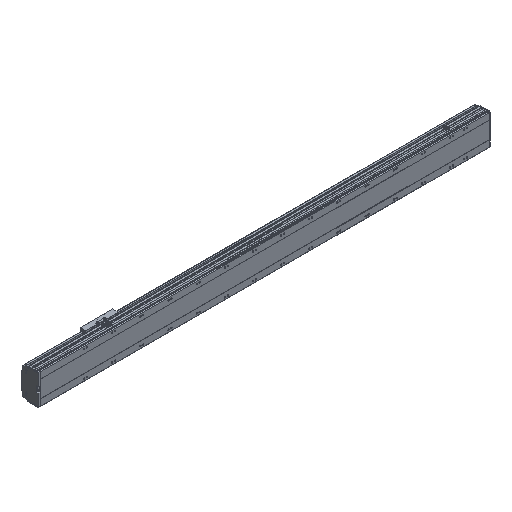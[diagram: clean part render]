
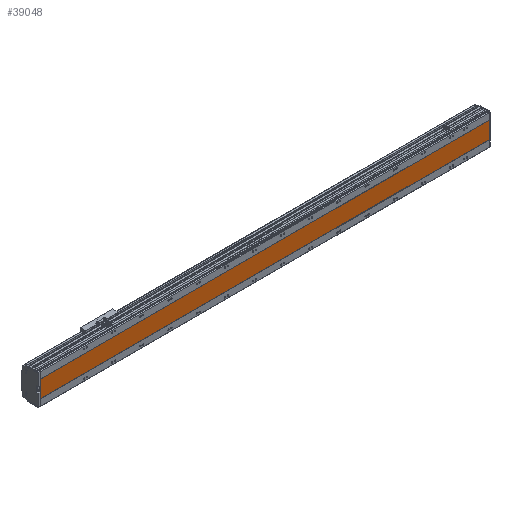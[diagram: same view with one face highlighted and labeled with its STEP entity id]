
A CAD part, isometric view. The second image highlights one B-rep face of the part: STEP entity #39048.
In plain terms, the highlighted planar face has unit normal (0, -1, 0).
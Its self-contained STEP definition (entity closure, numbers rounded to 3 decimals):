
#2421 = CARTESIAN_POINT ( 'NONE',  ( 3203., 1., -60. ) ) ;
#3334 = LINE ( 'NONE', #24937, #5374 ) ;
#4243 = CARTESIAN_POINT ( 'NONE',  ( 13., 1., 60. ) ) ;
#5374 = VECTOR ( 'NONE', #12313, 1000. ) ;
#6302 = CARTESIAN_POINT ( 'NONE',  ( 3203., 1., 60. ) ) ;
#7230 = VECTOR ( 'NONE', #38671, 1000. ) ;
#7433 = EDGE_CURVE ( 'NONE', #23697, #18029, #19649, .T. ) ;
#7648 = VERTEX_POINT ( 'NONE', #2421 ) ;
#8173 = DIRECTION ( 'NONE',  ( 0., 1., 0. ) ) ;
#8966 = AXIS2_PLACEMENT_3D ( 'NONE', #10380, #8173, #31840 ) ;
#9584 = ORIENTED_EDGE ( 'NONE', *, *, #12171, .F. ) ;
#10380 = CARTESIAN_POINT ( 'NONE',  ( 3203., 1., 60. ) ) ;
#12171 = EDGE_CURVE ( 'NONE', #23697, #7648, #24197, .T. ) ;
#12313 = DIRECTION ( 'NONE',  ( -1., 0., 0. ) ) ;
#13490 = ORIENTED_EDGE ( 'NONE', *, *, #7433, .T. ) ;
#13599 = PLANE ( 'NONE',  #8966 ) ;
#18029 = VERTEX_POINT ( 'NONE', #4243 ) ;
#19649 = LINE ( 'NONE', #38079, #7230 ) ;
#21288 = CARTESIAN_POINT ( 'NONE',  ( 13., 1., -60. ) ) ;
#21615 = LINE ( 'NONE', #25015, #33480 ) ;
#23383 = VECTOR ( 'NONE', #27982, 1000. ) ;
#23697 = VERTEX_POINT ( 'NONE', #6302 ) ;
#24197 = LINE ( 'NONE', #30408, #23383 ) ;
#24823 = DIRECTION ( 'NONE',  ( 0., 0., -1. ) ) ;
#24937 = CARTESIAN_POINT ( 'NONE',  ( 3203., 1., -60. ) ) ;
#25015 = CARTESIAN_POINT ( 'NONE',  ( 13., 1., 60. ) ) ;
#26009 = FACE_OUTER_BOUND ( 'NONE', #30459, .T. ) ;
#27328 = ORIENTED_EDGE ( 'NONE', *, *, #31526, .F. ) ;
#27982 = DIRECTION ( 'NONE',  ( 0., 0., -1. ) ) ;
#30408 = CARTESIAN_POINT ( 'NONE',  ( 3203., 1., 60. ) ) ;
#30459 = EDGE_LOOP ( 'NONE', ( #33797, #27328, #9584, #13490 ) ) ;
#31526 = EDGE_CURVE ( 'NONE', #7648, #31830, #3334, .T. ) ;
#31830 = VERTEX_POINT ( 'NONE', #21288 ) ;
#31840 = DIRECTION ( 'NONE',  ( 1., 0., 0. ) ) ;
#32612 = EDGE_CURVE ( 'NONE', #18029, #31830, #21615, .T. ) ;
#33480 = VECTOR ( 'NONE', #24823, 1000. ) ;
#33797 = ORIENTED_EDGE ( 'NONE', *, *, #32612, .T. ) ;
#38079 = CARTESIAN_POINT ( 'NONE',  ( 3203., 1., 60. ) ) ;
#38671 = DIRECTION ( 'NONE',  ( -1., 0., 0. ) ) ;
#39048 = ADVANCED_FACE ( 'NONE', ( #26009 ), #13599, .F. ) ;
